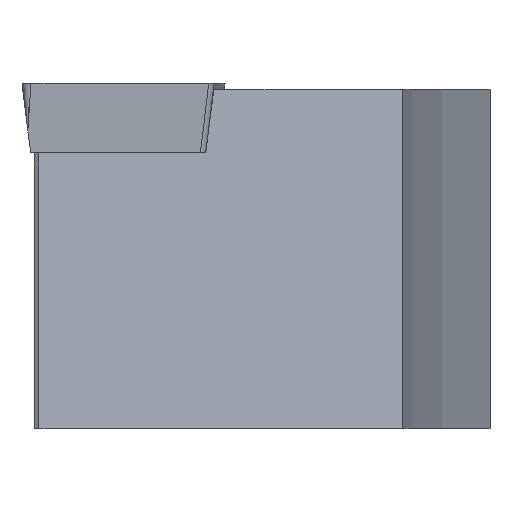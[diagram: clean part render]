
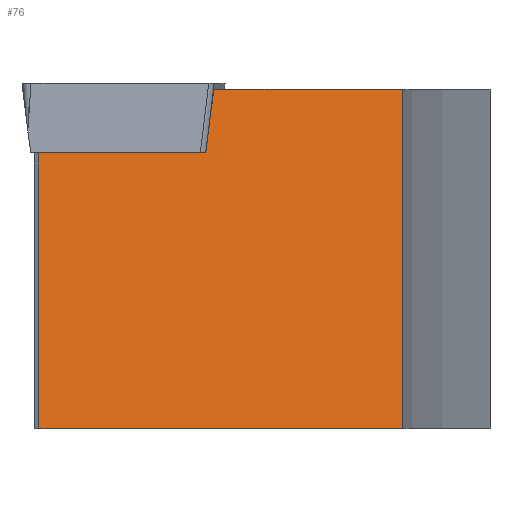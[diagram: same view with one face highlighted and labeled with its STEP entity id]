
A CAD part, left-side view. The second image highlights one B-rep face of the part: STEP entity #76.
In plain terms, the highlighted planar face has unit normal (-0.848, -0.53, 0).
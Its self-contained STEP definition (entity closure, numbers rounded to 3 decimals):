
#76=ADVANCED_FACE('',(#122),#103,.F.);
#103=PLANE('',#533);
#122=FACE_OUTER_BOUND('',#148,.T.);
#148=EDGE_LOOP('',(#192,#193,#194,#195,#196,#197));
#192=ORIENTED_EDGE('',*,*,#368,.F.);
#193=ORIENTED_EDGE('',*,*,#369,.F.);
#194=ORIENTED_EDGE('',*,*,#370,.T.);
#195=ORIENTED_EDGE('',*,*,#371,.F.);
#196=ORIENTED_EDGE('',*,*,#372,.F.);
#197=ORIENTED_EDGE('',*,*,#362,.F.);
#317=VERTEX_POINT('',#714);
#319=VERTEX_POINT('',#717);
#324=VERTEX_POINT('',#729);
#325=VERTEX_POINT('',#731);
#326=VERTEX_POINT('',#733);
#327=VERTEX_POINT('',#735);
#362=EDGE_CURVE('',#317,#319,#428,.T.);
#368=EDGE_CURVE('',#324,#317,#432,.T.);
#369=EDGE_CURVE('',#325,#324,#433,.T.);
#370=EDGE_CURVE('',#325,#326,#434,.T.);
#371=EDGE_CURVE('',#327,#326,#435,.T.);
#372=EDGE_CURVE('',#319,#327,#436,.T.);
#428=LINE('',#716,#479);
#432=LINE('',#728,#483);
#433=LINE('',#730,#484);
#434=LINE('',#732,#485);
#435=LINE('',#734,#486);
#436=LINE('',#736,#487);
#479=VECTOR('',#576,1.);
#483=VECTOR('',#586,1.);
#484=VECTOR('',#587,1.);
#485=VECTOR('',#588,1.);
#486=VECTOR('',#589,1.);
#487=VECTOR('',#590,1.);
#533=AXIS2_PLACEMENT_3D('',#737,#591,#592);
#576=DIRECTION('',(0.53,-0.848,0.));
#586=DIRECTION('',(0.079,-0.126,0.989));
#587=DIRECTION('',(0.53,-0.848,0.));
#588=DIRECTION('',(0.,0.,-1.));
#589=DIRECTION('',(-0.53,0.848,0.));
#590=DIRECTION('',(0.,0.,-1.));
#591=DIRECTION('',(0.848,0.53,0.));
#592=DIRECTION('',(-0.53,0.848,0.));
#714=CARTESIAN_POINT('',(4.386,9.436,-0.2));
#716=CARTESIAN_POINT('',(8.414,2.99,-0.2));
#717=CARTESIAN_POINT('',(8.414,2.99,-0.2));
#728=CARTESIAN_POINT('',(2.937,11.756,-18.451));
#729=CARTESIAN_POINT('',(4.213,9.713,-2.38));
#730=CARTESIAN_POINT('',(8.414,2.99,-2.38));
#731=CARTESIAN_POINT('',(0.654,15.409,-2.38));
#732=CARTESIAN_POINT('',(0.654,15.409,-20.));
#733=CARTESIAN_POINT('',(0.654,15.409,-11.8));
#734=CARTESIAN_POINT('',(8.414,2.99,-11.8));
#735=CARTESIAN_POINT('',(8.414,2.99,-11.8));
#736=CARTESIAN_POINT('',(8.414,2.99,-20.));
#737=CARTESIAN_POINT('',(8.414,2.99,-20.));
